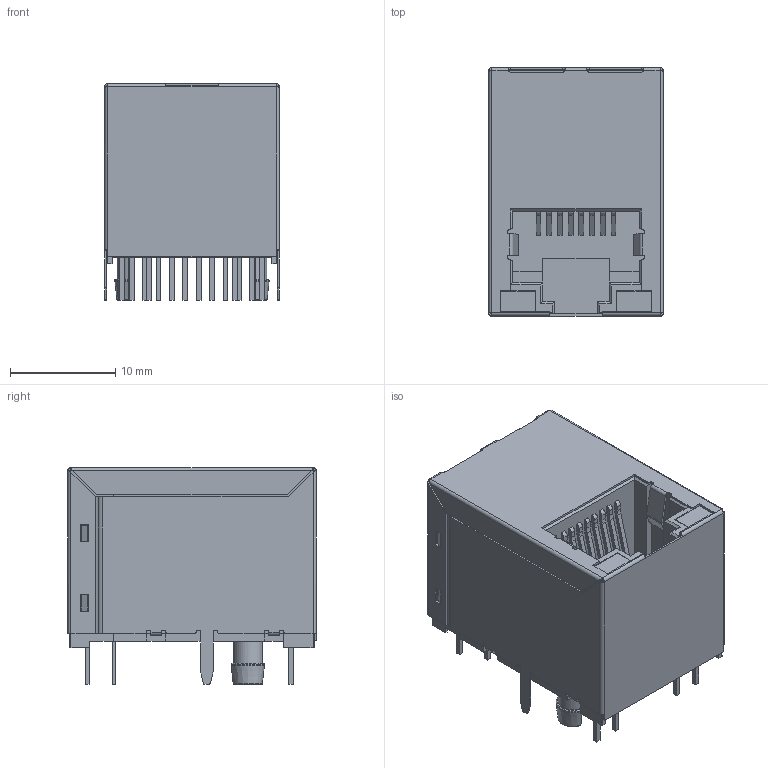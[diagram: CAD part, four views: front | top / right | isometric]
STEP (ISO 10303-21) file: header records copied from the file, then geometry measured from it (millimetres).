
FILE_DESCRIPTION( ( 'Unknown' ), '1' );
FILE_NAME( '7499110123.stp', 'Unknown', ( 'Unknown' ), ( 'Unknown' ), 'PSStep 13.0', 'Unknown', ' ' );
FILE_SCHEMA( ( 'AUTOMOTIVE_DESIGN { 1 0 10303 214 1 1 1 1 }' ) );
Length unit declared in the file: millimetre
Products named in the file (3): Assem1; insulator; shielding
Bounding box: 16.6 x 23.6 x 20.6 mm (x, y, z)
Surface area: 11980.9 mm2
Topology: 4 solids, 4 shells, 1232 faces, 3392 edges, 2188 vertices
Faces by surface type: plane 838, cylinder 354, bspline 24, torus 8, cone 4, sphere 4
Entity records: 24714 total; most frequent: CARTESIAN_POINT 3823, ORIENTED_EDGE 3388, DIRECTION 3222, EDGE_CURVE 1694, LINE 1308, VECTOR 1308, VERTEX_POINT 1094, AXIS2_PLACEMENT_3D 957
